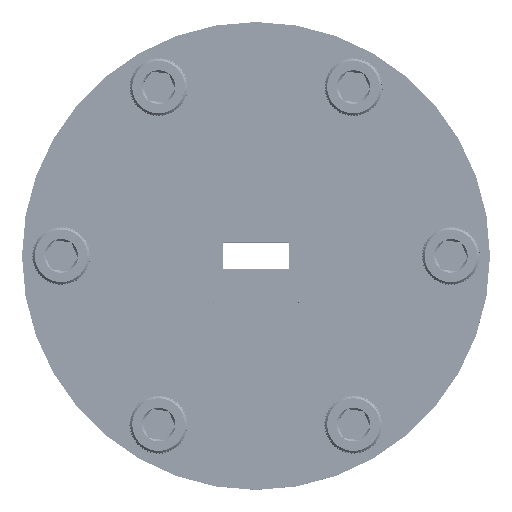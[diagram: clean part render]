
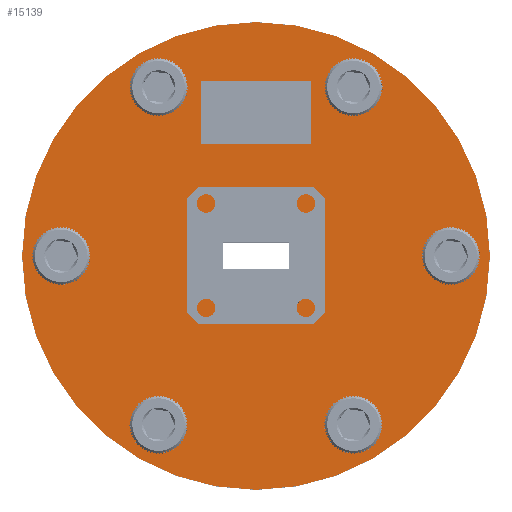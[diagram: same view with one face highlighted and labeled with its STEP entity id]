
A CAD part, top view. The second image highlights one B-rep face of the part: STEP entity #15139.
In plain terms, the highlighted planar face has unit normal (0, 0, 1).
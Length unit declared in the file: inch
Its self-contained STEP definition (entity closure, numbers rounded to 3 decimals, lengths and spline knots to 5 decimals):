
#257 = DIRECTION ( 'NONE',  ( -0.5, 0.866, 0. ) ) ;
#503 = CARTESIAN_POINT ( 'NONE',  ( 0.35, 1.12131, -0.845 ) ) ;
#606 = CARTESIAN_POINT ( 'NONE',  ( -1.375, 0., -0.845 ) ) ;
#932 = DIRECTION ( 'NONE',  ( 0., 0., 1. ) ) ;
#1141 = DIRECTION ( 'NONE',  ( 1., 0., 0. ) ) ;
#1992 = CARTESIAN_POINT ( 'NONE',  ( 0., -0.125, -0.845 ) ) ;
#2382 = DIRECTION ( 'NONE',  ( -1., 0., 0. ) ) ;
#2896 = DIRECTION ( 'NONE',  ( 1., 0., 0. ) ) ;
#2962 = AXIS2_PLACEMENT_3D ( 'NONE', #18449, #53671, #3459 ) ;
#3365 = FACE_BOUND ( 'NONE', #44353, .T. ) ;
#3459 = DIRECTION ( 'NONE',  ( 1., 0., 0. ) ) ;
#4101 = FACE_BOUND ( 'NONE', #61500, .T. ) ;
#4843 = AXIS2_PLACEMENT_3D ( 'NONE', #7063, #46915, #27094 ) ;
#5460 = CARTESIAN_POINT ( 'NONE',  ( 0.6875, 1.19078, -0.845 ) ) ;
#5551 = EDGE_CURVE ( 'NONE', #44691, #23290, #55798, .T. ) ;
#6322 = ORIENTED_EDGE ( 'NONE', *, *, #5551, .F. ) ;
#7063 = CARTESIAN_POINT ( 'NONE',  ( -1.25, 0., -0.845 ) ) ;
#7461 = DIRECTION ( 'NONE',  ( 1., 0., 0. ) ) ;
#7569 = EDGE_CURVE ( 'NONE', #50537, #49326, #16309, .T. ) ;
#7869 = DIRECTION ( 'NONE',  ( 0., -1., 0. ) ) ;
#8084 = EDGE_CURVE ( 'NONE', #18251, #44691, #24125, .T. ) ;
#8165 = CIRCLE ( 'NONE', #45862, 0.125 ) ;
#8673 = AXIS2_PLACEMENT_3D ( 'NONE', #59396, #30035, #50117 ) ;
#9582 = EDGE_CURVE ( 'NONE', #23290, #41298, #33465, .T. ) ;
#9955 = EDGE_CURVE ( 'NONE', #17750, #17750, #35092, .T. ) ;
#10366 = ORIENTED_EDGE ( 'NONE', *, *, #27358, .F. ) ;
#10377 = FACE_OUTER_BOUND ( 'NONE', #48284, .T. ) ;
#10880 = ORIENTED_EDGE ( 'NONE', *, *, #58347, .F. ) ;
#10958 = ORIENTED_EDGE ( 'NONE', *, *, #28311, .F. ) ;
#11061 = ORIENTED_EDGE ( 'NONE', *, *, #8084, .F. ) ;
#12049 = ORIENTED_EDGE ( 'NONE', *, *, #9955, .F. ) ;
#12305 = EDGE_CURVE ( 'NONE', #50810, #50810, #31036, .T. ) ;
#13291 = EDGE_CURVE ( 'NONE', #27115, #27115, #8165, .T. ) ;
#13343 = CARTESIAN_POINT ( 'NONE',  ( -0.35, 1.12131, -0.845 ) ) ;
#13634 = AXIS2_PLACEMENT_3D ( 'NONE', #19876, #55108, #24896 ) ;
#14191 = CIRCLE ( 'NONE', #4843, 0.125 ) ;
#14265 = ORIENTED_EDGE ( 'NONE', *, *, #59672, .F. ) ;
#15139 = ADVANCED_FACE ( 'NONE', ( #61646, #32448, #23815, #16762, #4101, #3365, #48273, #10377, #45078 ), #20980, .T. ) ;
#16309 = LINE ( 'NONE', #26580, #39890 ) ;
#16401 = ORIENTED_EDGE ( 'NONE', *, *, #38054, .F. ) ;
#16762 = FACE_BOUND ( 'NONE', #40621, .T. ) ;
#16776 = CARTESIAN_POINT ( 'NONE',  ( 0.25, 0., -0.845 ) ) ;
#17208 = CARTESIAN_POINT ( 'NONE',  ( 1.25, 0., -0.845 ) ) ;
#17750 = VERTEX_POINT ( 'NONE', #50615 ) ;
#18157 = EDGE_LOOP ( 'NONE', ( #58341 ) ) ;
#18251 = VERTEX_POINT ( 'NONE', #24373 ) ;
#18449 = CARTESIAN_POINT ( 'NONE',  ( 0., 0., -0.845 ) ) ;
#18572 = DIRECTION ( 'NONE',  ( 0., 0., 1. ) ) ;
#18808 = LINE ( 'NONE', #23135, #21092 ) ;
#19389 = CARTESIAN_POINT ( 'NONE',  ( -0.25, -0.125, -0.845 ) ) ;
#19810 = CARTESIAN_POINT ( 'NONE',  ( -0.6875, -1.19078, -0.845 ) ) ;
#19876 = CARTESIAN_POINT ( 'NONE',  ( -0.625, -1.08253, -0.845 ) ) ;
#20676 = ORIENTED_EDGE ( 'NONE', *, *, #7569, .F. ) ;
#20980 = PLANE ( 'NONE',  #46339 ) ;
#21092 = VECTOR ( 'NONE', #2896, 39.37008 ) ;
#22520 = DIRECTION ( 'NONE',  ( 0., 1., 0. ) ) ;
#22678 = VECTOR ( 'NONE', #62476, 39.37008 ) ;
#23135 = CARTESIAN_POINT ( 'NONE',  ( -0.35, 0.72131, -0.845 ) ) ;
#23290 = VERTEX_POINT ( 'NONE', #37608 ) ;
#23815 = FACE_BOUND ( 'NONE', #24132, .T. ) ;
#23959 = VERTEX_POINT ( 'NONE', #5460 ) ;
#24125 = LINE ( 'NONE', #16776, #34346 ) ;
#24132 = EDGE_LOOP ( 'NONE', ( #61214 ) ) ;
#24373 = CARTESIAN_POINT ( 'NONE',  ( 0.25, -0.125, -0.845 ) ) ;
#24896 = DIRECTION ( 'NONE',  ( -0.5, -0.866, 0. ) ) ;
#26580 = CARTESIAN_POINT ( 'NONE',  ( -0.35, 1.12131, -0.845 ) ) ;
#26860 = DIRECTION ( 'NONE',  ( 1., 0., 0. ) ) ;
#27084 = DIRECTION ( 'NONE',  ( 0., 1., 0. ) ) ;
#27094 = DIRECTION ( 'NONE',  ( -1., 0., 0. ) ) ;
#27115 = VERTEX_POINT ( 'NONE', #60081 ) ;
#27347 = LINE ( 'NONE', #1992, #30471 ) ;
#27358 = EDGE_CURVE ( 'NONE', #35710, #32878, #18808, .T. ) ;
#27619 = CIRCLE ( 'NONE', #13634, 0.125 ) ;
#27789 = VECTOR ( 'NONE', #22520, 39.37008 ) ;
#28311 = EDGE_CURVE ( 'NONE', #41298, #18251, #27347, .T. ) ;
#29690 = CARTESIAN_POINT ( 'NONE',  ( 1.5, 0., -0.845 ) ) ;
#29987 = DIRECTION ( 'NONE',  ( 0., 0., 1. ) ) ;
#30035 = DIRECTION ( 'NONE',  ( 0., 0., 1. ) ) ;
#30322 = CARTESIAN_POINT ( 'NONE',  ( 1.375, 0., -0.845 ) ) ;
#30471 = VECTOR ( 'NONE', #26860, 39.37008 ) ;
#31036 = CIRCLE ( 'NONE', #42908, 0.125 ) ;
#31277 = CARTESIAN_POINT ( 'NONE',  ( 0., 0., -0.845 ) ) ;
#31592 = CARTESIAN_POINT ( 'NONE',  ( 0., 0.125, -0.845 ) ) ;
#32372 = ORIENTED_EDGE ( 'NONE', *, *, #58938, .F. ) ;
#32448 = FACE_BOUND ( 'NONE', #61916, .T. ) ;
#32878 = VERTEX_POINT ( 'NONE', #41404 ) ;
#33058 = LINE ( 'NONE', #62073, #52818 ) ;
#33465 = LINE ( 'NONE', #47515, #52403 ) ;
#34346 = VECTOR ( 'NONE', #27084, 39.37008 ) ;
#35092 = CIRCLE ( 'NONE', #8673, 0.125 ) ;
#35710 = VERTEX_POINT ( 'NONE', #39408 ) ;
#37340 = VERTEX_POINT ( 'NONE', #606 ) ;
#37608 = CARTESIAN_POINT ( 'NONE',  ( -0.25, 0.125, -0.845 ) ) ;
#38054 = EDGE_CURVE ( 'NONE', #32878, #50537, #53876, .T. ) ;
#39199 = CARTESIAN_POINT ( 'NONE',  ( 0.625, 1.08253, -0.845 ) ) ;
#39408 = CARTESIAN_POINT ( 'NONE',  ( -0.35, 0.72131, -0.845 ) ) ;
#39890 = VECTOR ( 'NONE', #2382, 39.37008 ) ;
#40621 = EDGE_LOOP ( 'NONE', ( #10880 ) ) ;
#41084 = EDGE_LOOP ( 'NONE', ( #61199, #6322, #11061, #10958 ) ) ;
#41298 = VERTEX_POINT ( 'NONE', #19389 ) ;
#41404 = CARTESIAN_POINT ( 'NONE',  ( 0.35, 0.72131, -0.845 ) ) ;
#42248 = DIRECTION ( 'NONE',  ( 0., -1., 0. ) ) ;
#42490 = DIRECTION ( 'NONE',  ( 0., 0., 1. ) ) ;
#42570 = CARTESIAN_POINT ( 'NONE',  ( 0.35, 0.72131, -0.845 ) ) ;
#42908 = AXIS2_PLACEMENT_3D ( 'NONE', #17208, #42490, #7461 ) ;
#43177 = EDGE_CURVE ( 'NONE', #61814, #61814, #27619, .T. ) ;
#44353 = EDGE_LOOP ( 'NONE', ( #14265 ) ) ;
#44574 = ORIENTED_EDGE ( 'NONE', *, *, #13291, .F. ) ;
#44691 = VERTEX_POINT ( 'NONE', #47180 ) ;
#45078 = FACE_BOUND ( 'NONE', #48587, .T. ) ;
#45862 = AXIS2_PLACEMENT_3D ( 'NONE', #60401, #29987, #257 ) ;
#46339 = AXIS2_PLACEMENT_3D ( 'NONE', #31277, #932, #1141 ) ;
#46915 = DIRECTION ( 'NONE',  ( 0., 0., 1. ) ) ;
#47180 = CARTESIAN_POINT ( 'NONE',  ( 0.25, 0.125, -0.845 ) ) ;
#47515 = CARTESIAN_POINT ( 'NONE',  ( -0.25, 0., -0.845 ) ) ;
#48273 = FACE_BOUND ( 'NONE', #18157, .T. ) ;
#48284 = EDGE_LOOP ( 'NONE', ( #49040 ) ) ;
#48587 = EDGE_LOOP ( 'NONE', ( #20676, #16401, #10366, #32372 ) ) ;
#49040 = ORIENTED_EDGE ( 'NONE', *, *, #50496, .T. ) ;
#49326 = VERTEX_POINT ( 'NONE', #13343 ) ;
#50117 = DIRECTION ( 'NONE',  ( 0.5, -0.866, 0. ) ) ;
#50496 = EDGE_CURVE ( 'NONE', #60216, #60216, #55640, .T. ) ;
#50537 = VERTEX_POINT ( 'NONE', #503 ) ;
#50615 = CARTESIAN_POINT ( 'NONE',  ( 0.6875, -1.19078, -0.845 ) ) ;
#50810 = VERTEX_POINT ( 'NONE', #30322 ) ;
#52403 = VECTOR ( 'NONE', #7869, 39.37008 ) ;
#52818 = VECTOR ( 'NONE', #42248, 39.37008 ) ;
#53493 = AXIS2_PLACEMENT_3D ( 'NONE', #39199, #18572, #58422 ) ;
#53671 = DIRECTION ( 'NONE',  ( 0., 0., 1. ) ) ;
#53876 = LINE ( 'NONE', #42570, #27789 ) ;
#55108 = DIRECTION ( 'NONE',  ( 0., 0., 1. ) ) ;
#55640 = CIRCLE ( 'NONE', #2962, 1.5 ) ;
#55798 = LINE ( 'NONE', #31592, #22678 ) ;
#58254 = CIRCLE ( 'NONE', #53493, 0.125 ) ;
#58341 = ORIENTED_EDGE ( 'NONE', *, *, #12305, .F. ) ;
#58347 = EDGE_CURVE ( 'NONE', #37340, #37340, #14191, .T. ) ;
#58422 = DIRECTION ( 'NONE',  ( 0.5, 0.866, 0. ) ) ;
#58938 = EDGE_CURVE ( 'NONE', #49326, #35710, #33058, .T. ) ;
#59396 = CARTESIAN_POINT ( 'NONE',  ( 0.625, -1.08253, -0.845 ) ) ;
#59672 = EDGE_CURVE ( 'NONE', #23959, #23959, #58254, .T. ) ;
#60081 = CARTESIAN_POINT ( 'NONE',  ( -0.6875, 1.19078, -0.845 ) ) ;
#60216 = VERTEX_POINT ( 'NONE', #29690 ) ;
#60401 = CARTESIAN_POINT ( 'NONE',  ( -0.625, 1.08253, -0.845 ) ) ;
#61199 = ORIENTED_EDGE ( 'NONE', *, *, #9582, .F. ) ;
#61214 = ORIENTED_EDGE ( 'NONE', *, *, #43177, .F. ) ;
#61500 = EDGE_LOOP ( 'NONE', ( #44574 ) ) ;
#61646 = FACE_BOUND ( 'NONE', #41084, .T. ) ;
#61814 = VERTEX_POINT ( 'NONE', #19810 ) ;
#61916 = EDGE_LOOP ( 'NONE', ( #12049 ) ) ;
#62073 = CARTESIAN_POINT ( 'NONE',  ( -0.35, 0.72131, -0.845 ) ) ;
#62476 = DIRECTION ( 'NONE',  ( -1., 0., 0. ) ) ;
